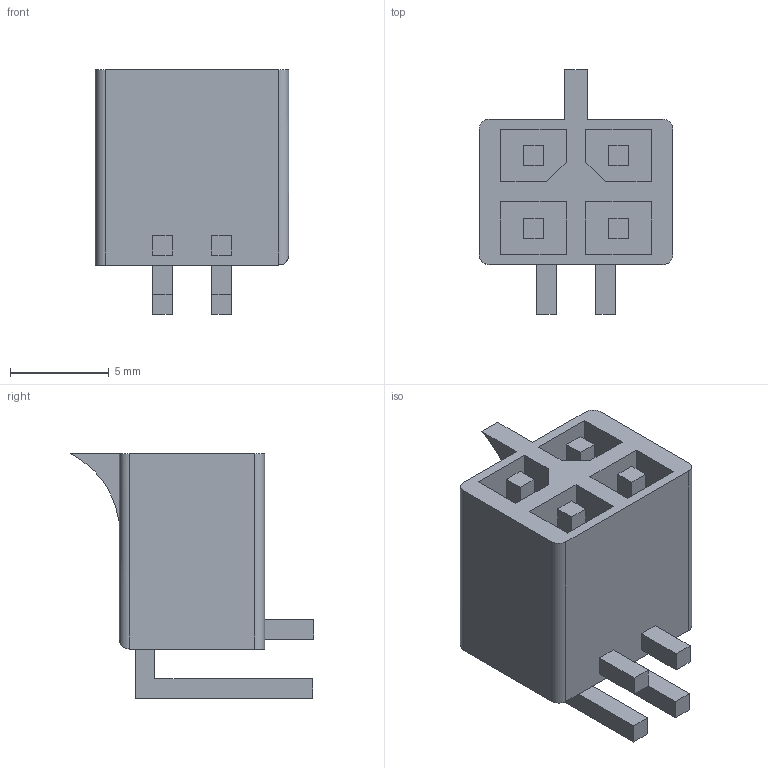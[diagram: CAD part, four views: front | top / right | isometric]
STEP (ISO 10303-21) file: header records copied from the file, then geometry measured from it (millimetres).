
FILE_DESCRIPTION (( 'STEP AP214' ), '1' );
FILE_NAME ('PINREX 733-72-04TB10.STEP', '2021-05-28T23:37:23', ( '' ), ( '' ), 'SwSTEP 2.0', 'SolidWorks 2021', '' );
FILE_SCHEMA (( 'AUTOMOTIVE_DESIGN' ));
Length unit declared in the file: millimetre
Products named in the file (1): PINREX 733-72-04TB10
Bounding box: 9.8 x 12.36 x 12.4 mm (x, y, z)
Volume: 496.4 mm3; surface area: 1087.1 mm2
Topology: 1 solids, 1 shells, 82 faces, 200 edges, 131 vertices
Faces by surface type: plane 74, cylinder 6, bspline 1, sphere 1
Entity records: 3256 total; most frequent: CARTESIAN_POINT 428, ORIENTED_EDGE 398, DIRECTION 367, EDGE_CURVE 199, LINE 187, VECTOR 187, VERTEX_POINT 131, EDGE_LOOP 94
